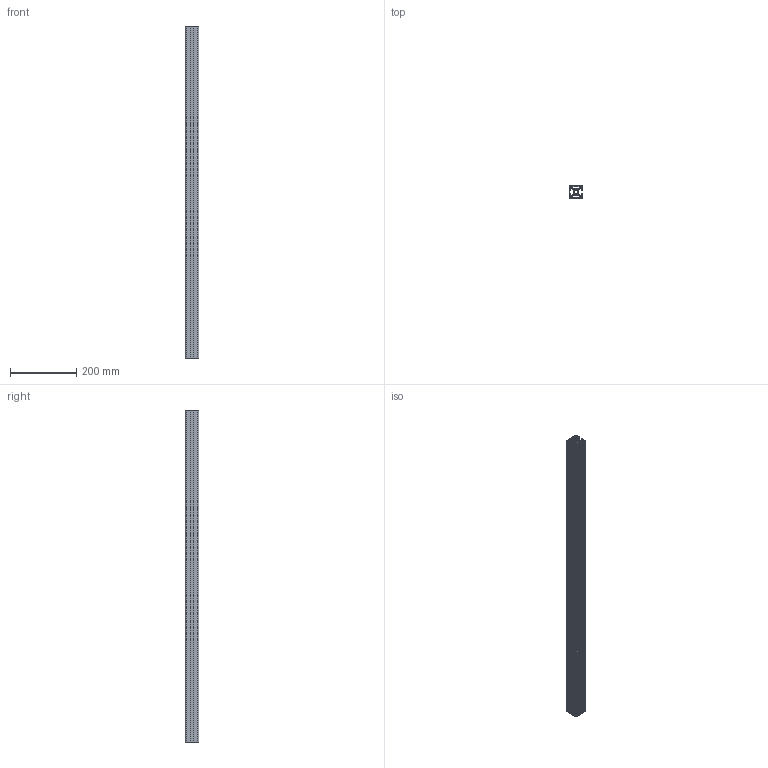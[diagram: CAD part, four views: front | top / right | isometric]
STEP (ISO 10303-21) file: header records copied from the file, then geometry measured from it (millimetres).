
FILE_DESCRIPTION (( 'STEP AP203' ), '1' );
FILE_NAME ('444L.3C Êîíñòðóêöèîííûé ïðîôèëü 40õ40L.3C.step', '2025-09-12T09:48:50', ( '' ), ( '' ), 'SwSTEP 2.0', 'SolidWorks 2025', '' );
FILE_SCHEMA (( 'CONFIG_CONTROL_DESIGN' ));
Length unit declared in the file: millimetre
Products named in the file (2): 444L.3C Конструкционный профиль 40х40L.3C; 444L.3C Конструкционный профиль 40х40L.3C_00
Assembly tree (1 placements, depth 2):
  444L.3C Конструкционный профиль 40х40L.3C
    444L.3C Конструкционный профиль 40х40L.3C_00
Bounding box: 40 x 40 x 1000 mm (x, y, z)
Volume: 490343.9 mm3; surface area: 654096.2 mm2
Topology: 1 solids, 1 shells, 408 faces, 1218 edges, 812 vertices
Faces by surface type: plane 222, cylinder 186
Entity records: 14022 total; most frequent: CARTESIAN_POINT 2442, ORIENTED_EDGE 2436, DIRECTION 2414, EDGE_CURVE 1218, VECTOR 846, LINE 846, VERTEX_POINT 812, AXIS2_PLACEMENT_3D 784
